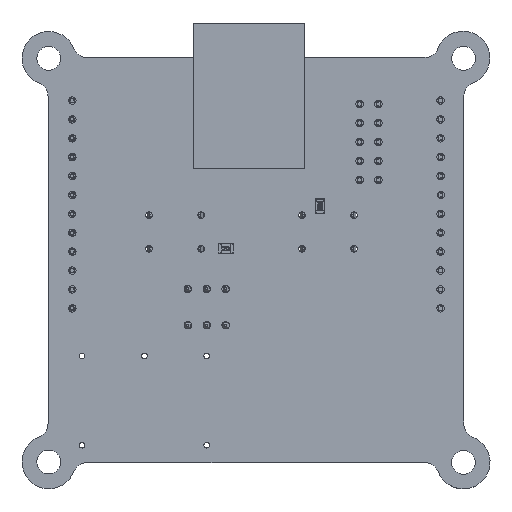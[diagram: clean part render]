
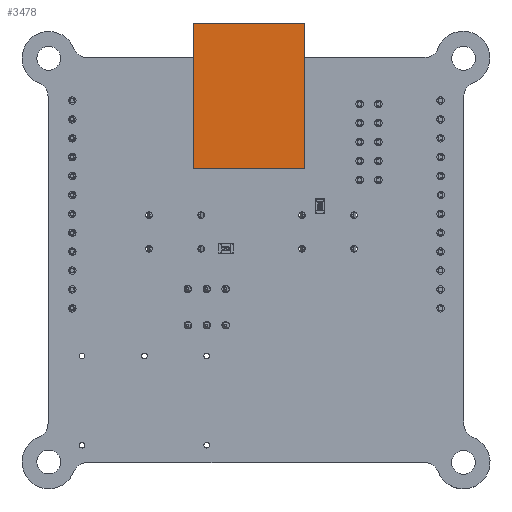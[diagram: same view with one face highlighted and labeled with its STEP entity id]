
A CAD part, top view. The second image highlights one B-rep face of the part: STEP entity #3478.
In plain terms, the highlighted planar face has unit normal (0, 0, 1).
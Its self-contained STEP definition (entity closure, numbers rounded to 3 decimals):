
#3349 = VERTEX_POINT('',#3350);
#3350 = CARTESIAN_POINT('',(-7.47,-9.8,2.));
#3356 = EDGE_CURVE('',#3349,#3357,#3359,.T.);
#3357 = VERTEX_POINT('',#3358);
#3358 = CARTESIAN_POINT('',(-7.47,9.8,2.));
#3359 = LINE('',#3360,#3361);
#3360 = CARTESIAN_POINT('',(-7.47,-9.8,2.));
#3361 = VECTOR('',#3362,1.);
#3362 = DIRECTION('',(0.,1.,0.));
#3387 = EDGE_CURVE('',#3357,#3388,#3390,.T.);
#3388 = VERTEX_POINT('',#3389);
#3389 = CARTESIAN_POINT('',(7.47,9.8,2.));
#3390 = LINE('',#3391,#3392);
#3391 = CARTESIAN_POINT('',(-7.47,9.8,2.));
#3392 = VECTOR('',#3393,1.);
#3393 = DIRECTION('',(1.,0.,0.));
#3418 = EDGE_CURVE('',#3388,#3419,#3421,.T.);
#3419 = VERTEX_POINT('',#3420);
#3420 = CARTESIAN_POINT('',(7.47,-9.8,2.));
#3421 = LINE('',#3422,#3423);
#3422 = CARTESIAN_POINT('',(7.47,9.8,2.));
#3423 = VECTOR('',#3424,1.);
#3424 = DIRECTION('',(0.,-1.,0.));
#3449 = EDGE_CURVE('',#3419,#3349,#3450,.T.);
#3450 = LINE('',#3451,#3452);
#3451 = CARTESIAN_POINT('',(7.47,-9.8,2.));
#3452 = VECTOR('',#3453,1.);
#3453 = DIRECTION('',(-1.,0.,0.));
#3478 = ADVANCED_FACE('',(#3479),#3485,.T.);
#3479 = FACE_BOUND('',#3480,.F.);
#3480 = EDGE_LOOP('',(#3481,#3482,#3483,#3484));
#3481 = ORIENTED_EDGE('',*,*,#3356,.T.);
#3482 = ORIENTED_EDGE('',*,*,#3387,.T.);
#3483 = ORIENTED_EDGE('',*,*,#3418,.T.);
#3484 = ORIENTED_EDGE('',*,*,#3449,.T.);
#3485 = PLANE('',#3486);
#3486 = AXIS2_PLACEMENT_3D('',#3487,#3488,#3489);
#3487 = CARTESIAN_POINT('',(-7.47,-9.8,2.));
#3488 = DIRECTION('',(0.,0.,1.));
#3489 = DIRECTION('',(1.,0.,0.));
